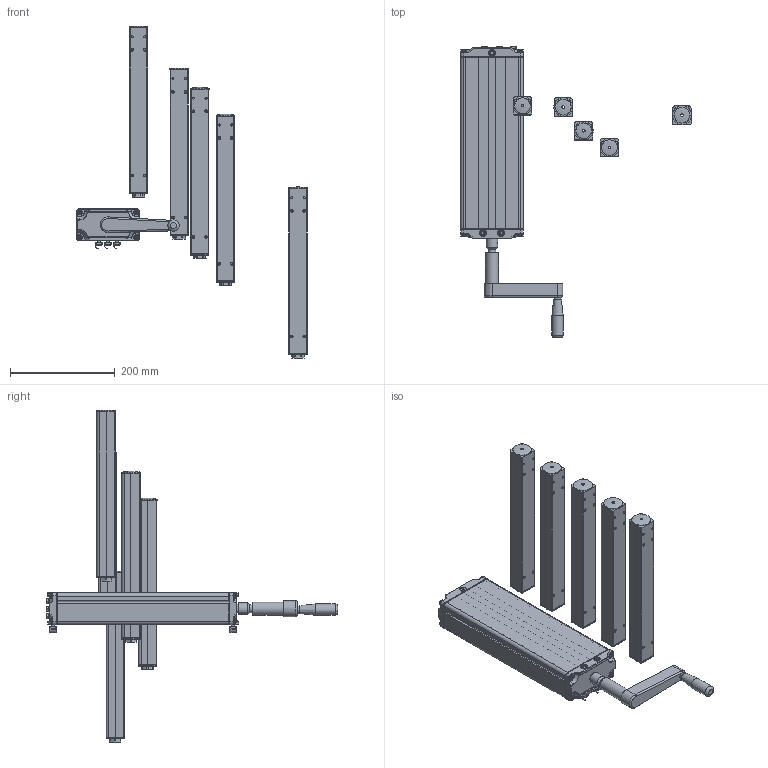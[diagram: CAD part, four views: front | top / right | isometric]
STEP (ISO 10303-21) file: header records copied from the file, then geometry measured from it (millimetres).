
FILE_DESCRIPTION(/* description */ ('Hydrauliksystem LA 200 W - 5 - manuell'),/* implementation_level */ '2;1');
FILE_NAME(/* name */ '270122-5S.step',/* time_stamp */ '2021-08-27T15:16:32+02:00',/* author */ ('MuellerJ'),/* organization */ (''),/* preprocessor_version */ 'ST-DEVELOPER v18.1',/* originating_system */ 'Autodesk Inventor 2021',/* authorisation */ '');
FILE_SCHEMA (('AUTOMOTIVE_DESIGN { 1 0 10303 214 3 1 1 }'));
Length unit declared in the file: millimetre
Products named in the file (25): leer; leer_1; leer_2; leer_3; leer_4; leer_5; leer_6; leer_7; leer_8; leer_9; leer_10; leer_11; leer_12; leer_13; leer_14; leer_15; leer_16; leer_17; leer_18; leer_19; leer_20; leer_21; leer_22; leer_23; 21-1351-2FZ.005
Assembly tree (40 placements, depth 4):
  leer
    leer_1
      leer_2
      leer_3
        leer_4
        leer_5  x4
        leer_6
        leer_7
        leer_8
      leer_9
        leer_10
        leer_11  x5
        leer_12  x4
    leer_13
    leer_14  x5
      leer_15
      leer_16
      leer_17
      leer_18
      leer_19
      leer_20
      leer_21
    leer_22  x3
      leer_23
      21-1351-2FZ.005
Bounding box: 440.59 x 556.25 x 633.8 mm (x, y, z)
Volume: 1655911.6 mm3; surface area: 987418.8 mm2
Topology: 61 solids, 61 shells, 2190 faces, 5142 edges, 3029 vertices
Faces by surface type: plane 902, cylinder 512, cone 394, torus 200, bspline 130, sphere 52
Full cylindrical faces by diameter (mm): 3.1 x1, 3.242 x1, 4 x30, 4.1 x5, 4.134 x20, 5 x13, 5.8 x8, 6 x6, 6.647 x5, 6.8 x3, 8 x5, 8.376 x5, 9.8 x8, 10 x2, 13 x1, 14 x2, 15 x1, 17.3 x5, 17.5 x6, 18 x2, 19 x5, 20.8 x15, 21 x5, 21.5 x1, 22 x1, 25 x6, 28.3 x5, 30.4 x5, 36 x5
Entity records: 28634 total; most frequent: CARTESIAN_POINT 7693, DIRECTION 4484, ORIENTED_EDGE 4006, EDGE_CURVE 2003, AXIS2_PLACEMENT_3D 1751, VERTEX_POINT 1187, LINE 982, VECTOR 982
